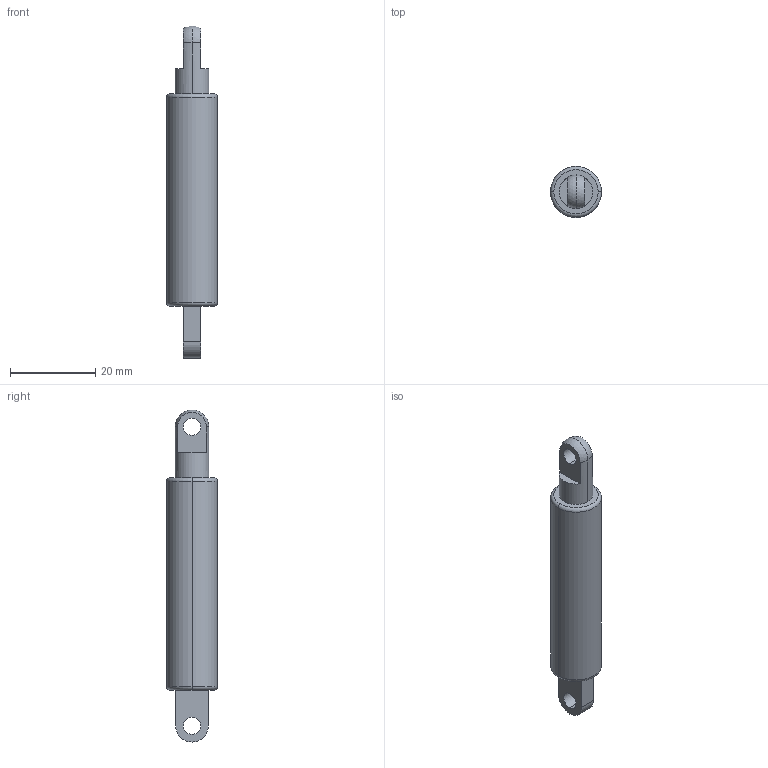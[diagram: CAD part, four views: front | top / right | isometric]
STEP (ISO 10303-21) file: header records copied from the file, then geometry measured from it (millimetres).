
FILE_DESCRIPTION (( 'STEP AP203' ), '1' );
FILE_NAME ('9417K714_Gas Spring.STEP', '2021-10-04T19:49:22', ( 'Administrator' ), ( 'Managed by Terraform' ), 'SwSTEP 2.0', 'SolidWorks 2017', '' );
FILE_SCHEMA (( 'CONFIG_CONTROL_DESIGN' ));
Length unit declared in the file: inch
Products named in the file (1): 9417K714_Gas Spring
Bounding box: 11.94 x 11.94 x 77.85 mm (x, y, z)
Volume: 6343.5 mm3; surface area: 3641.5 mm2
Topology: 2 solids, 2 shells, 32 faces, 70 edges, 45 vertices
Faces by surface type: cylinder 13, plane 13, torus 4, sphere 2
Entity records: 981 total; most frequent: DIRECTION 178, CARTESIAN_POINT 148, ORIENTED_EDGE 140, AXIS2_PLACEMENT_3D 75, EDGE_CURVE 70, VERTEX_POINT 45, CIRCLE 42, EDGE_LOOP 39
